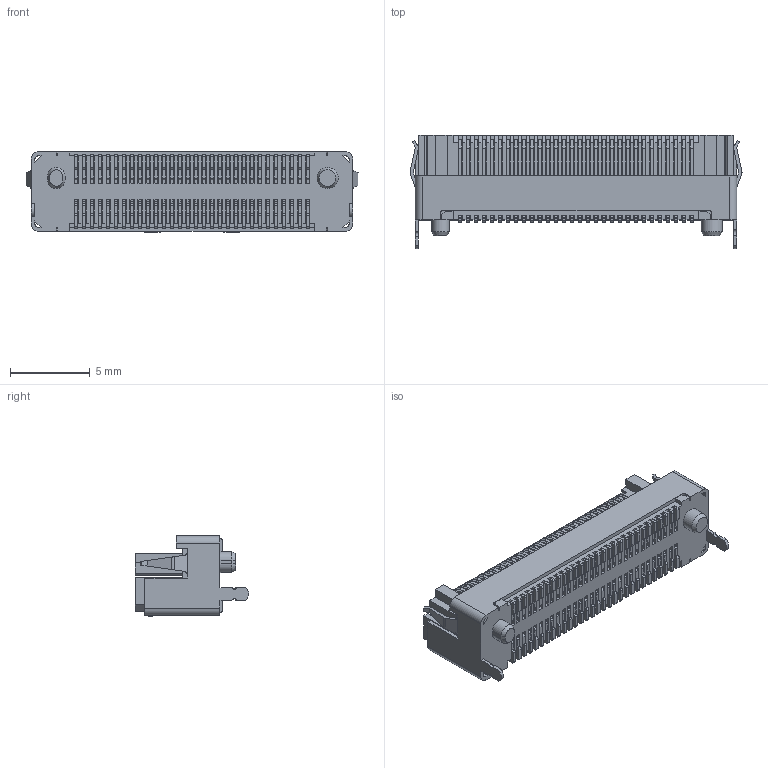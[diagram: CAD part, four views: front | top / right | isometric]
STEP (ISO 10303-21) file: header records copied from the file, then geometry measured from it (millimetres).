
FILE_DESCRIPTION(('FreeCAD Model'),'2;1');
FILE_NAME('Open CASCADE Shape Model','2024-03-15T11:19:07',('Author'),( ''),'Open CASCADE STEP processor 7.6','FreeCAD','Unknown');
FILE_SCHEMA(('AUTOMOTIVE_DESIGN { 1 0 10303 214 1 1 1 1 }'));
Length unit declared in the file: millimetre
Products named in the file (4): LSHM-130-04.0-L-DV-A-S-K-TR; LSHM-30-04.0-DV-A-S_STRIP; C-185--30-04.0-L-DV1P; C-185--30-04.0-DV1P2 L
Assembly tree (3 placements, depth 2):
  LSHM-130-04.0-L-DV-A-S-K-TR
    LSHM-30-04.0-DV-A-S_STRIP
    C-185--30-04.0-L-DV1P
    C-185--30-04.0-DV1P2 L
Bounding box: 20.8 x 7.1 x 5.03 mm (x, y, z)
Volume: 373.5 mm3; surface area: 1781.9 mm2
Topology: 3 solids, 3 shells, 2552 faces, 7609 edges, 4942 vertices
Faces by surface type: plane 2097, cylinder 452, cone 3
Full cylindrical faces by diameter (mm): 1.32 x1
Entity records: 91571 total; most frequent: ORIENTED_EDGE 15218, CARTESIAN_POINT 15109, DIRECTION 13631, EDGE_CURVE 7609, LINE 6695, VECTOR 6695, VERTEX_POINT 4942, AXIS2_PLACEMENT_3D 3468
